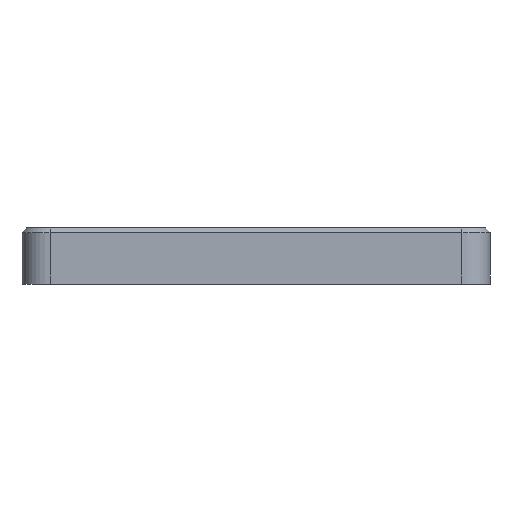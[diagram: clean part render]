
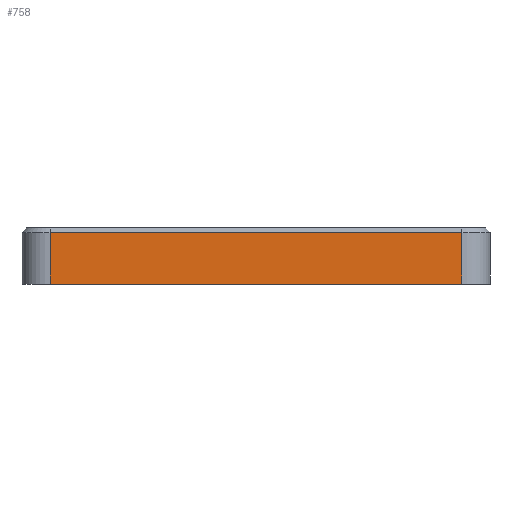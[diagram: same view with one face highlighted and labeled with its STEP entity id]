
A CAD part, left-side view. The second image highlights one B-rep face of the part: STEP entity #758.
In plain terms, the highlighted planar face has unit normal (-1, 0, 0).
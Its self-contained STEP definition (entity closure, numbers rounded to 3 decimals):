
#147=FACE_OUTER_BOUND('',#190,.T.);
#190=EDGE_LOOP('',(#571,#572,#573,#574));
#263=LINE('',#1155,#312);
#280=LINE('',#1207,#329);
#281=LINE('',#1211,#330);
#282=LINE('',#1212,#331);
#312=VECTOR('',#908,10.);
#329=VECTOR('',#963,10.);
#330=VECTOR('',#968,10.);
#331=VECTOR('',#969,10.);
#358=VERTEX_POINT('',#1148);
#361=VERTEX_POINT('',#1153);
#377=VERTEX_POINT('',#1206);
#378=VERTEX_POINT('',#1210);
#427=EDGE_CURVE('',#361,#358,#263,.T.);
#453=EDGE_CURVE('',#358,#377,#280,.T.);
#455=EDGE_CURVE('',#378,#361,#281,.T.);
#456=EDGE_CURVE('',#377,#378,#282,.T.);
#571=ORIENTED_EDGE('',*,*,#427,.F.);
#572=ORIENTED_EDGE('',*,*,#455,.F.);
#573=ORIENTED_EDGE('',*,*,#456,.F.);
#574=ORIENTED_EDGE('',*,*,#453,.F.);
#738=PLANE('',#825);
#758=ADVANCED_FACE('',(#147),#738,.T.);
#825=AXIS2_PLACEMENT_3D('',#1209,#966,#967);
#908=DIRECTION('',(0.,-1.,0.));
#963=DIRECTION('',(0.,0.,-1.));
#966=DIRECTION('center_axis',(-1.,0.,0.));
#967=DIRECTION('ref_axis',(0.,-1.,0.));
#968=DIRECTION('',(0.,0.,1.));
#969=DIRECTION('',(0.,1.,0.));
#1148=CARTESIAN_POINT('',(-70.,50.213,57.));
#1153=CARTESIAN_POINT('',(-70.,138.214,57.));
#1155=CARTESIAN_POINT('',(-70.,116.448,57.));
#1206=CARTESIAN_POINT('',(-70.,50.213,46.));
#1207=CARTESIAN_POINT('',(-70.,50.213,46.));
#1209=CARTESIAN_POINT('Origin',(-70.,144.214,46.));
#1210=CARTESIAN_POINT('',(-70.,138.214,46.));
#1211=CARTESIAN_POINT('',(-70.,138.214,46.));
#1212=CARTESIAN_POINT('',(-70.,132.214,46.));
